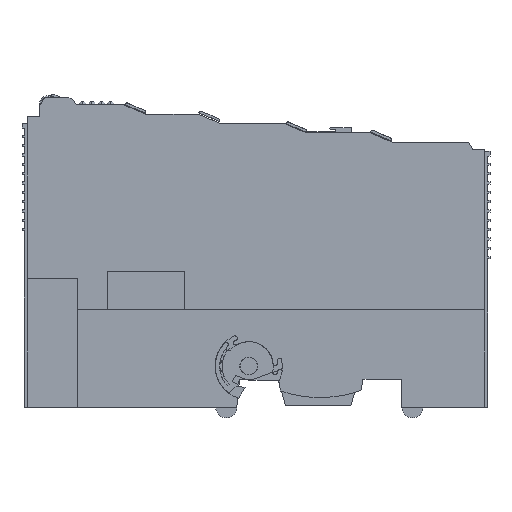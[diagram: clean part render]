
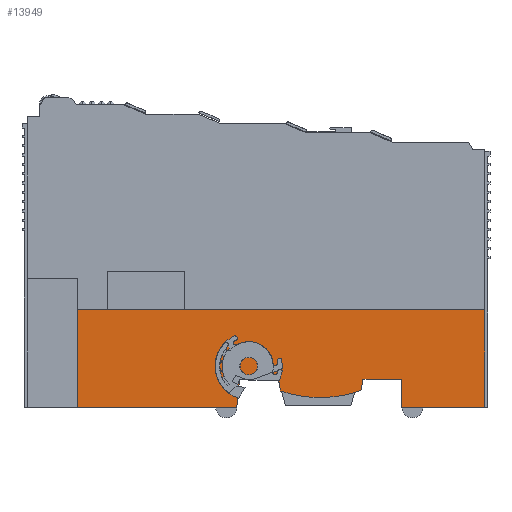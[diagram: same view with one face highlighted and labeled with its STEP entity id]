
A CAD part, left-side view. The second image highlights one B-rep face of the part: STEP entity #13949.
In plain terms, the highlighted planar face has unit normal (-1, 0, 0).
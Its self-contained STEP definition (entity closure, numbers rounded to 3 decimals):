
#215 = VERTEX_POINT ( 'NONE', #64720 ) ;
#911 = EDGE_CURVE ( 'NONE', #75267, #32574, #68028, .T. ) ;
#1254 = CARTESIAN_POINT ( 'NONE',  ( -35., -16.951, -4.103 ) ) ;
#1419 = CARTESIAN_POINT ( 'NONE',  ( -35., -52.234, -32.583 ) ) ;
#1900 = VERTEX_POINT ( 'NONE', #12818 ) ;
#4552 = LINE ( 'NONE', #46971, #66723 ) ;
#5190 = LINE ( 'NONE', #37895, #64787 ) ;
#6651 = EDGE_CURVE ( 'NONE', #215, #1900, #4552, .T. ) ;
#8602 = CARTESIAN_POINT ( 'NONE',  ( -35., -34.456, -26.583 ) ) ;
#8876 = DIRECTION ( 'NONE',  ( 0., -1., 0. ) ) ;
#9755 = VERTEX_POINT ( 'NONE', #46472 ) ;
#10052 = CARTESIAN_POINT ( 'NONE',  ( -35., -26.106, -26.583 ) ) ;
#10182 = AXIS2_PLACEMENT_3D ( 'NONE', #1254, #43720, #10946 ) ;
#10946 = DIRECTION ( 'NONE',  ( 0., 0., 1. ) ) ;
#11156 = CARTESIAN_POINT ( 'NONE',  ( -35., -25.679, -29.004 ) ) ;
#11680 = VERTEX_POINT ( 'NONE', #73604 ) ;
#12058 = VERTEX_POINT ( 'NONE', #25480 ) ;
#12818 = CARTESIAN_POINT ( 'NONE',  ( -35., -8.011, -26.583 ) ) ;
#13189 = CARTESIAN_POINT ( 'NONE',  ( -35., -16.951, -4.103 ) ) ;
#13421 = ORIENTED_EDGE ( 'NONE', *, *, #31064, .F. ) ;
#13431 = CARTESIAN_POINT ( 'NONE',  ( -35., 35.089, -4.983 ) ) ;
#13949 = ADVANCED_FACE ( 'NONE', ( #47845 ), #53965, .T. ) ;
#14011 = CARTESIAN_POINT ( 'NONE',  ( -35., -51.934, -11.883 ) ) ;
#14235 = DIRECTION ( 'NONE',  ( 0., 0.174, 0.985 ) ) ;
#16247 = LINE ( 'NONE', #25191, #73696 ) ;
#16580 = CARTESIAN_POINT ( 'NONE',  ( -35., 35.089, -32.583 ) ) ;
#16695 = EDGE_CURVE ( 'NONE', #48678, #20483, #41337, .T. ) ;
#17111 = CARTESIAN_POINT ( 'NONE',  ( -35., -34.456, -32.583 ) ) ;
#18420 = CARTESIAN_POINT ( 'NONE',  ( -35., 0.924, -32.583 ) ) ;
#20483 = VERTEX_POINT ( 'NONE', #64202 ) ;
#21170 = CARTESIAN_POINT ( 'NONE',  ( -35., -16.951, -4.103 ) ) ;
#21534 = EDGE_LOOP ( 'NONE', ( #58815, #72258, #43708, #63722, #57748, #29155, #58870, #52895, #27951, #73434, #57805, #13421, #45497, #52946 ) ) ;
#22045 = CARTESIAN_POINT ( 'NONE',  ( -35., -34.456, -26.583 ) ) ;
#22815 = EDGE_CURVE ( 'NONE', #20483, #34238, #40478, .T. ) ;
#22868 = DIRECTION ( 'NONE',  ( 0., 0., 1. ) ) ;
#23603 = CIRCLE ( 'NONE', #10182, 26.386 ) ;
#23964 = EDGE_CURVE ( 'NONE', #36913, #12058, #58585, .T. ) ;
#24367 = LINE ( 'NONE', #57209, #45717 ) ;
#24904 = LINE ( 'NONE', #67449, #65241 ) ;
#25191 = CARTESIAN_POINT ( 'NONE',  ( -35., -52.234, -32.583 ) ) ;
#25480 = CARTESIAN_POINT ( 'NONE',  ( -35., -52.234, -11.883 ) ) ;
#25507 = CARTESIAN_POINT ( 'NONE',  ( -35., 45.839, -32.583 ) ) ;
#26422 = DIRECTION ( 'NONE',  ( 0., 0., -1. ) ) ;
#27343 = DIRECTION ( 'NONE',  ( 0., 0., -1. ) ) ;
#27951 = ORIENTED_EDGE ( 'NONE', *, *, #16695, .F. ) ;
#29155 = ORIENTED_EDGE ( 'NONE', *, *, #69094, .F. ) ;
#29990 = CARTESIAN_POINT ( 'NONE',  ( -35., 0.339, -26.583 ) ) ;
#30846 = DIRECTION ( 'NONE',  ( 0., 0., 1. ) ) ;
#31064 = EDGE_CURVE ( 'NONE', #12058, #64406, #16247, .T. ) ;
#32574 = VERTEX_POINT ( 'NONE', #16580 ) ;
#34238 = VERTEX_POINT ( 'NONE', #11156 ) ;
#34621 = DIRECTION ( 'NONE',  ( 0., 1., 0. ) ) ;
#35966 = CIRCLE ( 'NONE', #65294, 26.386 ) ;
#36053 = VERTEX_POINT ( 'NONE', #29990 ) ;
#36913 = VERTEX_POINT ( 'NONE', #51247 ) ;
#37895 = CARTESIAN_POINT ( 'NONE',  ( -35., 0.924, -32.583 ) ) ;
#39918 = EDGE_CURVE ( 'NONE', #67266, #48678, #47541, .T. ) ;
#40478 = LINE ( 'NONE', #10052, #63761 ) ;
#41337 = LINE ( 'NONE', #8602, #70682 ) ;
#41617 = CARTESIAN_POINT ( 'NONE',  ( -35., -51.934, -11.583 ) ) ;
#41661 = DIRECTION ( 'NONE',  ( 0., 0.174, -0.985 ) ) ;
#42748 = EDGE_CURVE ( 'NONE', #1900, #36053, #24367, .T. ) ;
#43170 = EDGE_CURVE ( 'NONE', #64406, #67266, #24904, .T. ) ;
#43672 = CARTESIAN_POINT ( 'NONE',  ( -35., -34.456, -26.583 ) ) ;
#43708 = ORIENTED_EDGE ( 'NONE', *, *, #66015, .F. ) ;
#43720 = DIRECTION ( 'NONE',  ( 1., 0., 0. ) ) ;
#45468 = AXIS2_PLACEMENT_3D ( 'NONE', #14011, #69850, #27343 ) ;
#45497 = ORIENTED_EDGE ( 'NONE', *, *, #23964, .F. ) ;
#45717 = VECTOR ( 'NONE', #70527, 1000. ) ;
#46179 = LINE ( 'NONE', #13431, #68201 ) ;
#46472 = CARTESIAN_POINT ( 'NONE',  ( -35., 35.089, -11.583 ) ) ;
#46971 = CARTESIAN_POINT ( 'NONE',  ( -35., -8.011, -26.583 ) ) ;
#47150 = VECTOR ( 'NONE', #8876, 1000. ) ;
#47541 = LINE ( 'NONE', #22045, #63730 ) ;
#47551 = VECTOR ( 'NONE', #58329, 1000. ) ;
#47845 = FACE_OUTER_BOUND ( 'NONE', #21534, .T. ) ;
#48678 = VERTEX_POINT ( 'NONE', #43672 ) ;
#50421 = EDGE_CURVE ( 'NONE', #34238, #11680, #23603, .T. ) ;
#50725 = EDGE_CURVE ( 'NONE', #32574, #9755, #46179, .T. ) ;
#51072 = DIRECTION ( 'NONE',  ( 0., 1., 0. ) ) ;
#51247 = CARTESIAN_POINT ( 'NONE',  ( -35., -51.934, -11.583 ) ) ;
#52895 = ORIENTED_EDGE ( 'NONE', *, *, #22815, .F. ) ;
#52946 = ORIENTED_EDGE ( 'NONE', *, *, #66240, .F. ) ;
#53965 = PLANE ( 'NONE',  #65273 ) ;
#54862 = DIRECTION ( 'NONE',  ( 0., 0., 1. ) ) ;
#55696 = DIRECTION ( 'NONE',  ( 1., 0., 0. ) ) ;
#55943 = DIRECTION ( 'NONE',  ( 0., 0., 1. ) ) ;
#57209 = CARTESIAN_POINT ( 'NONE',  ( -35., 0.339, -26.583 ) ) ;
#57748 = ORIENTED_EDGE ( 'NONE', *, *, #6651, .F. ) ;
#57805 = ORIENTED_EDGE ( 'NONE', *, *, #43170, .F. ) ;
#58329 = DIRECTION ( 'NONE',  ( 0., 1., 0. ) ) ;
#58585 = CIRCLE ( 'NONE', #45468, 0.3 ) ;
#58815 = ORIENTED_EDGE ( 'NONE', *, *, #50725, .F. ) ;
#58870 = ORIENTED_EDGE ( 'NONE', *, *, #50421, .F. ) ;
#63718 = DIRECTION ( 'NONE',  ( -1., 0., 0. ) ) ;
#63722 = ORIENTED_EDGE ( 'NONE', *, *, #42748, .F. ) ;
#63730 = VECTOR ( 'NONE', #54862, 1000. ) ;
#63761 = VECTOR ( 'NONE', #41661, 1000. ) ;
#64202 = CARTESIAN_POINT ( 'NONE',  ( -35., -26.106, -26.583 ) ) ;
#64406 = VERTEX_POINT ( 'NONE', #1419 ) ;
#64720 = CARTESIAN_POINT ( 'NONE',  ( -35., -8.452, -29.083 ) ) ;
#64787 = VECTOR ( 'NONE', #70694, 1000. ) ;
#65241 = VECTOR ( 'NONE', #34621, 1000. ) ;
#65273 = AXIS2_PLACEMENT_3D ( 'NONE', #21170, #63718, #30846 ) ;
#65294 = AXIS2_PLACEMENT_3D ( 'NONE', #13189, #55696, #22868 ) ;
#66015 = EDGE_CURVE ( 'NONE', #36053, #75267, #5190, .T. ) ;
#66240 = EDGE_CURVE ( 'NONE', #9755, #36913, #74411, .T. ) ;
#66723 = VECTOR ( 'NONE', #14235, 1000. ) ;
#67266 = VERTEX_POINT ( 'NONE', #17111 ) ;
#67449 = CARTESIAN_POINT ( 'NONE',  ( -35., -34.456, -32.583 ) ) ;
#68028 = LINE ( 'NONE', #25507, #47551 ) ;
#68201 = VECTOR ( 'NONE', #55943, 1000. ) ;
#69094 = EDGE_CURVE ( 'NONE', #11680, #215, #35966, .T. ) ;
#69850 = DIRECTION ( 'NONE',  ( 1., 0., 0. ) ) ;
#70527 = DIRECTION ( 'NONE',  ( 0., 1., 0. ) ) ;
#70682 = VECTOR ( 'NONE', #51072, 1000. ) ;
#70694 = DIRECTION ( 'NONE',  ( 0., 0.097, -0.995 ) ) ;
#72258 = ORIENTED_EDGE ( 'NONE', *, *, #911, .F. ) ;
#73434 = ORIENTED_EDGE ( 'NONE', *, *, #39918, .F. ) ;
#73604 = CARTESIAN_POINT ( 'NONE',  ( -35., -16.951, -30.489 ) ) ;
#73696 = VECTOR ( 'NONE', #26422, 1000. ) ;
#74411 = LINE ( 'NONE', #41617, #47150 ) ;
#75267 = VERTEX_POINT ( 'NONE', #18420 ) ;
